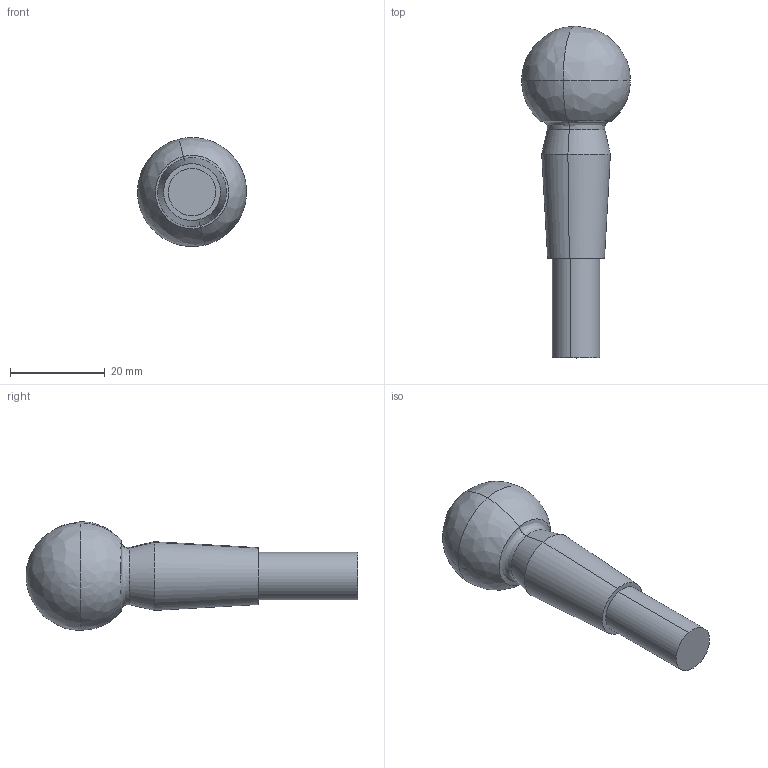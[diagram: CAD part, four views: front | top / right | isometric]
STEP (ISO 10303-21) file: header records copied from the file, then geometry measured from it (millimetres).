
FILE_DESCRIPTION(/* description */ (''),/* implementation_level */ '2;1');
FILE_NAME(/* name */ 'P4',/* time_stamp */ '2017-08-10T12:10:08+02:00',/* author */ (''),/* organization */ (''),/* preprocessor_version */ 'ST-DEVELOPER v15',/* originating_system */ '',/* authorisation */ '');
FILE_SCHEMA (('CONFIG_CONTROL_DESIGN'));
Length unit declared in the file: millimetre
Products named in the file (1): Document
Bounding box: 22.97 x 70.02 x 22.96 mm (x, y, z)
Volume: 11719.3 mm3; surface area: 3481.2 mm2
Topology: 1 solids, 1 shells, 14 faces, 34 edges, 19 vertices
Faces by surface type: bspline 12, plane 2
Entity records: 762 total; most frequent: CARTESIAN_POINT 505, ORIENTED_EDGE 60, EDGE_CURVE 30, VERTEX_POINT 19, EDGE_LOOP 15, ADVANCED_FACE 14, FACE_OUTER_BOUND 14, ORGANIZATION 7
